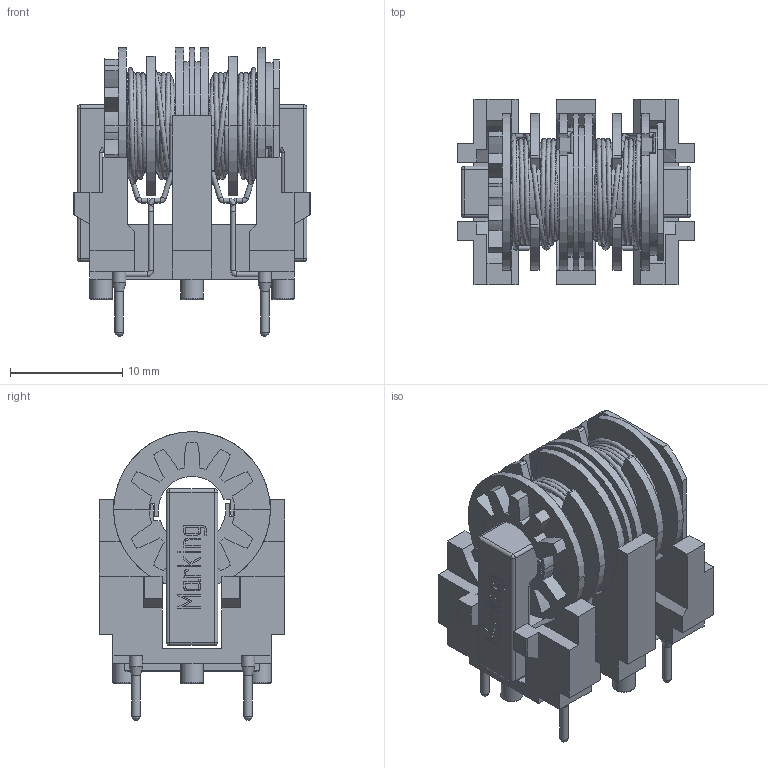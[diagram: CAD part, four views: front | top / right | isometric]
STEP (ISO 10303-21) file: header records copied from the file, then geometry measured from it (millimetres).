
FILE_DESCRIPTION(/* description */ ('Unknown'),/* implementation_level */ '2;1');
FILE_NAME(/* name */ 'L_Wurth_WE-FC-UT20V',/* time_stamp */ '2025-06-04T16:11:22+08:00',/* author */ ('Unknown'),/* organization */ ('Unknown'),/* preprocessor_version */ 'ST-DEVELOPER v19.4',/* originating_system */ 'Solid Edge',/* authorisation */ 'Unknown');
FILE_SCHEMA (('AUTOMOTIVE_DESIGN {1 0 10303 214 3 1 1}'));
Length unit declared in the file: millimetre
Products named in the file (2): L_Wurth_WE-FC-UT20V
Assembly tree (1 placements, depth 2):
  L_Wurth_WE-FC-UT20V
    L_Wurth_WE-FC-UT20V
Bounding box: 21.13 x 16.54 x 25.79 mm (x, y, z)
Volume: 3145.8 mm3; surface area: 6158.2 mm2
Topology: 18 solids, 18 shells, 643 faces, 1616 edges, 1009 vertices
Faces by surface type: plane 357, cylinder 200, torus 36, bspline 30, sphere 16, cone 4
Full cylindrical faces by diameter (mm): 0.43 x22, 0.75 x4, 0.96 x8, 1.2 x4, 2 x4
Entity records: 22182 total; most frequent: CARTESIAN_POINT 6382, DIRECTION 3061, ORIENTED_EDGE 2978, EDGE_CURVE 1489, AXIS2_PLACEMENT_3D 1101, VERTEX_POINT 986, LINE 859, VECTOR 859
